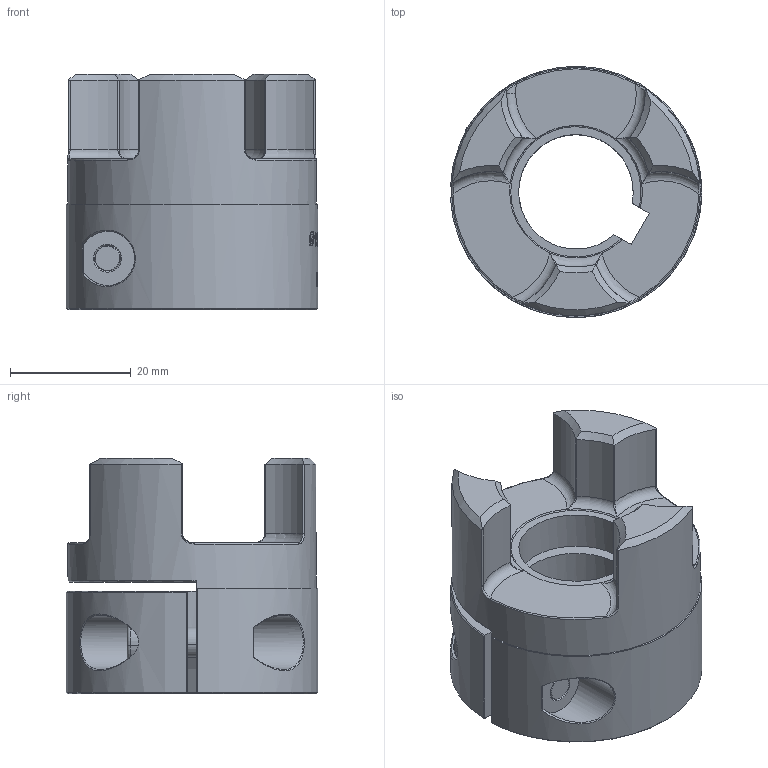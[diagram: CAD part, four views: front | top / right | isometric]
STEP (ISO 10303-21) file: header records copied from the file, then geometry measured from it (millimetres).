
FILE_DESCRIPTION(('HOOPS Exchange Step'),'2;1');
FILE_NAME('export-3B051751-944A-46D9-80EB-3432C948D057.stp','2026-02-18T17:48:06+01:00',('Engineering'),('Alibre'),'HOOPS Exchange 2025.2','Alibre','Unknown authorisation');
FILE_SCHEMA( ('AP242_MANAGED_MODEL_BASED_3D_ENGINEERING_MIM_LF {1 0 10303 442 1 1 4}') );
Length unit declared in the file: millimetre
Products named in the file (3): 7519 HUB ShaftCoupler DCNC-D40-L65-B19.00mm with 6mm Keyway; 5293 DIN 912 metric bolts M5x16
Assembly tree (2 placements, depth 2):
  7519 HUB ShaftCoupler DCNC-D40-L65-B19.00mm with 6mm Keyway
    7519 HUB ShaftCoupler DCNC-D40-L65-B19.00mm with 6mm Keyway
    5293 DIN 912 metric bolts M5x16
Bounding box: 41.68 x 41.69 x 39 mm (x, y, z)
Volume: 555.3 mm3; surface area: 10997 mm2
Topology: 1 solids, 2 shells, 336 faces, 927 edges, 601 vertices
Faces by surface type: extrusion 144, plane 94, cylinder 42, cone 25, torus 17, bspline 14
Full cylindrical faces by diameter (mm): 4.2 x1, 5.5 x1, 9 x1, 41.2 x1
Entity records: 15961 total; most frequent: CARTESIAN_POINT 7967, ORIENTED_EDGE 1830, DIRECTION 1191, EDGE_CURVE 918, VERTEX_POINT 601, B_SPLINE_CURVE_WITH_KNOTS 537, VECTOR 509, LINE 365
